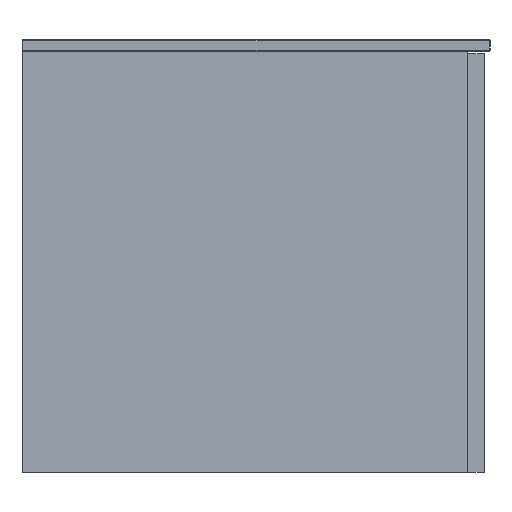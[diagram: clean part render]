
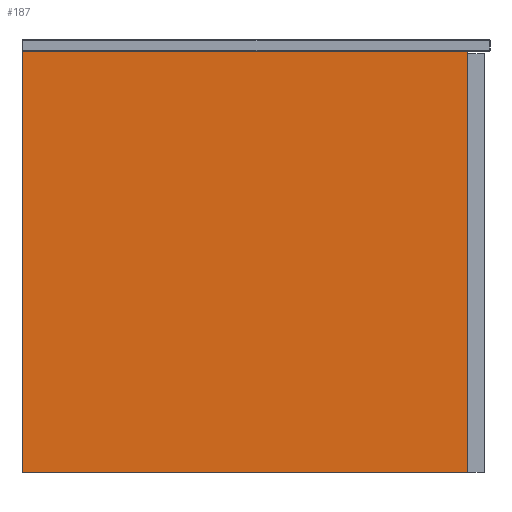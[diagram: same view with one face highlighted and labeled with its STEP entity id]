
A CAD part, left-side view. The second image highlights one B-rep face of the part: STEP entity #187.
In plain terms, the highlighted planar face has unit normal (-1, 0, 0).
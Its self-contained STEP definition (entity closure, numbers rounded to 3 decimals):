
#187=ADVANCED_FACE('',(#248),#919,.T.);
#248=FACE_OUTER_BOUND('',#309,.T.);
#309=EDGE_LOOP('',(#449,#450,#451,#452));
#449=ORIENTED_EDGE('',*,*,#645,.F.);
#450=ORIENTED_EDGE('',*,*,#646,.F.);
#451=ORIENTED_EDGE('',*,*,#642,.F.);
#452=ORIENTED_EDGE('',*,*,#644,.F.);
#642=EDGE_CURVE('',#853,#854,#764,.T.);
#644=EDGE_CURVE('',#855,#853,#766,.T.);
#645=EDGE_CURVE('',#856,#855,#767,.T.);
#646=EDGE_CURVE('',#854,#856,#768,.T.);
#764=B_SPLINE_CURVE_WITH_KNOTS('',1,(#1500,#1501),.UNSPECIFIED.,.F.,.F.,
(2,2),(0.,476.),.UNSPECIFIED.);
#766=B_SPLINE_CURVE_WITH_KNOTS('',1,(#1504,#1505),.UNSPECIFIED.,.F.,.F.,
(2,2),(-450.,0.),.UNSPECIFIED.);
#767=B_SPLINE_CURVE_WITH_KNOTS('',1,(#1506,#1507),.UNSPECIFIED.,.F.,.F.,
(2,2),(-476.,0.),.UNSPECIFIED.);
#768=B_SPLINE_CURVE_WITH_KNOTS('',1,(#1508,#1509),.UNSPECIFIED.,.F.,.F.,
(2,2),(-450.,0.),.UNSPECIFIED.);
#853=VERTEX_POINT('',#1486);
#854=VERTEX_POINT('',#1487);
#855=VERTEX_POINT('',#1488);
#856=VERTEX_POINT('',#1489);
#919=PLANE('',#1170);
#1170=AXIS2_PLACEMENT_3D('',#1478,#1254,$);
#1254=DIRECTION('',(-1.,0.,0.));
#1478=CARTESIAN_POINT('',(-446.5,-270.,-47.6));
#1486=CARTESIAN_POINT('',(-446.5,225.,0.));
#1487=CARTESIAN_POINT('',(-446.5,225.,476.));
#1488=CARTESIAN_POINT('',(-446.5,-225.,0.));
#1489=CARTESIAN_POINT('',(-446.5,-225.,476.));
#1500=CARTESIAN_POINT('',(-446.5,225.,0.));
#1501=CARTESIAN_POINT('',(-446.5,225.,476.));
#1504=CARTESIAN_POINT('',(-446.5,-225.,0.));
#1505=CARTESIAN_POINT('',(-446.5,225.,0.));
#1506=CARTESIAN_POINT('',(-446.5,-225.,476.));
#1507=CARTESIAN_POINT('',(-446.5,-225.,0.));
#1508=CARTESIAN_POINT('',(-446.5,225.,476.));
#1509=CARTESIAN_POINT('',(-446.5,-225.,476.));
